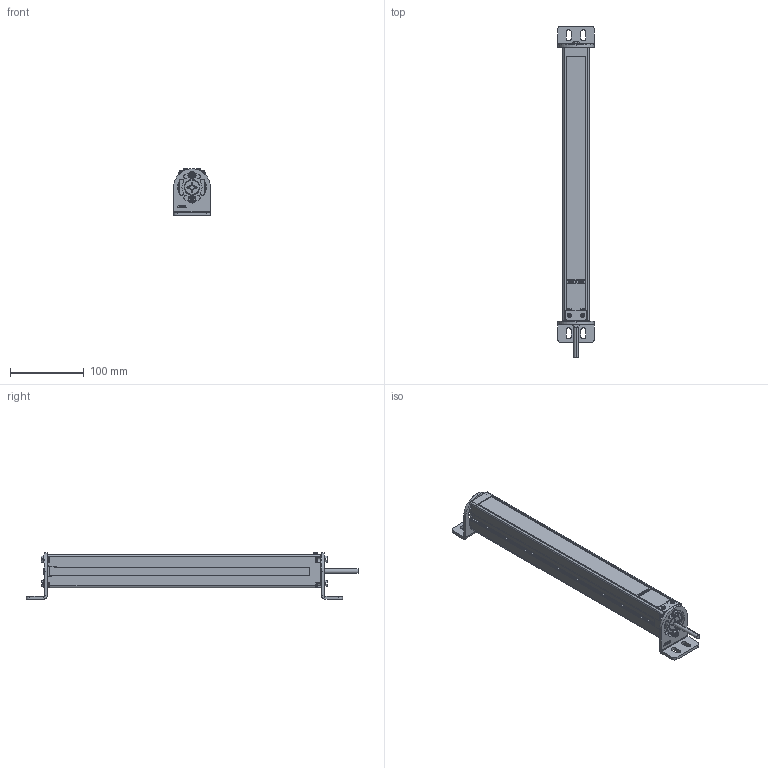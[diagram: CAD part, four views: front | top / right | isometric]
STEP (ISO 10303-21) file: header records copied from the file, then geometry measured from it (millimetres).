
FILE_DESCRIPTION((''),'2;1');
FILE_NAME('139550_SM01_ASM','2023-04-12T08:45:17',('banengservice'),('BANNER ENGINEERING'),'CREO PARAMETRIC BY PTC INC, 2022414','CREO PARAMETRIC BY PTC INC, 2022414','');
FILE_SCHEMA(('CONFIG_CONTROL_DESIGN'));
Length unit declared in the file: millimetre
Products named in the file (5): 139550_EP01; 139550_PL01; 111087; 58892; 139550_SM01_ASM
Assembly tree (8 placements, depth 2):
  139550_SM01_ASM
    139550_EP01
    139550_PL01
    111087  x2
    58892  x4
Bounding box: 50 x 451 x 63 mm (x, y, z)
Volume: 1048468.1 mm3; surface area: 163241 mm2
Topology: 8 solids, 8 shells, 1608 faces, 4298 edges, 2778 vertices
Faces by surface type: plane 943, cylinder 512, bspline 56, torus 50, sphere 24, cone 15, extrusion 8
Entity records: 41489 total; most frequent: CARTESIAN_POINT 11810, ORIENTED_EDGE 6276, DIRECTION 6033, EDGE_CURVE 3138, VECTOR 2029, LINE 2021, VERTEX_POINT 2020, AXIS2_PLACEMENT_3D 2002
